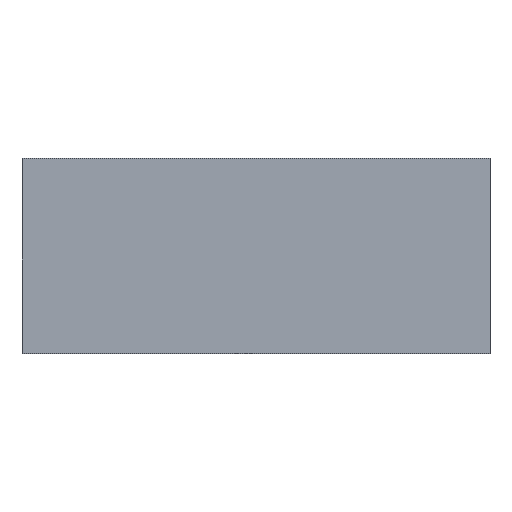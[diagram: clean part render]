
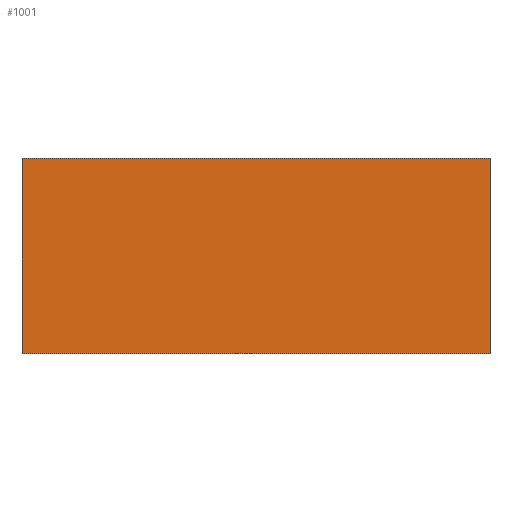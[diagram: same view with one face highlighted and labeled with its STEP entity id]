
A CAD part, top view. The second image highlights one B-rep face of the part: STEP entity #1001.
In plain terms, the highlighted planar face has unit normal (0, 0, 1).
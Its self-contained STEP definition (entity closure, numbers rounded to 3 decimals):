
#95=LINE('',#1800,#171);
#97=LINE('',#1804,#173);
#99=LINE('',#1808,#175);
#101=LINE('',#1812,#177);
#171=VECTOR('',#1513,1000.);
#173=VECTOR('',#1517,1000.);
#175=VECTOR('',#1521,1000.);
#177=VECTOR('',#1525,1000.);
#227=PLANE('',#1210);
#472=ORIENTED_EDGE('',*,*,#593,.F.);
#473=ORIENTED_EDGE('',*,*,#599,.F.);
#474=ORIENTED_EDGE('',*,*,#597,.F.);
#475=ORIENTED_EDGE('',*,*,#595,.F.);
#593=EDGE_CURVE('',#684,#685,#95,.T.);
#595=EDGE_CURVE('',#685,#686,#97,.T.);
#597=EDGE_CURVE('',#686,#687,#99,.T.);
#599=EDGE_CURVE('',#687,#684,#101,.T.);
#684=VERTEX_POINT('',#1799);
#685=VERTEX_POINT('',#1801);
#686=VERTEX_POINT('',#1805);
#687=VERTEX_POINT('',#1809);
#821=EDGE_LOOP('',(#472,#473,#474,#475));
#907=FACE_BOUND('',#821,.T.);
#1001=ADVANCED_FACE('',(#907),#227,.F.);
#1210=AXIS2_PLACEMENT_3D('',#1813,#1526,#1527);
#1513=DIRECTION('',(0.,-1.,0.));
#1517=DIRECTION('',(-1.,0.,0.));
#1521=DIRECTION('',(0.,1.,0.));
#1525=DIRECTION('',(1.,0.,0.));
#1526=DIRECTION('',(0.,0.,-1.));
#1527=DIRECTION('',(-1.,0.,0.));
#1799=CARTESIAN_POINT('',(3.,1.25,0.3));
#1800=CARTESIAN_POINT('',(3.,1.25,0.3));
#1801=CARTESIAN_POINT('',(3.,-1.25,0.3));
#1804=CARTESIAN_POINT('',(3.,-1.25,0.3));
#1805=CARTESIAN_POINT('',(-3.,-1.25,0.3));
#1808=CARTESIAN_POINT('',(-3.,-1.25,0.3));
#1809=CARTESIAN_POINT('',(-3.,1.25,0.3));
#1812=CARTESIAN_POINT('',(-3.,1.25,0.3));
#1813=CARTESIAN_POINT('',(0.,0.,0.3));
